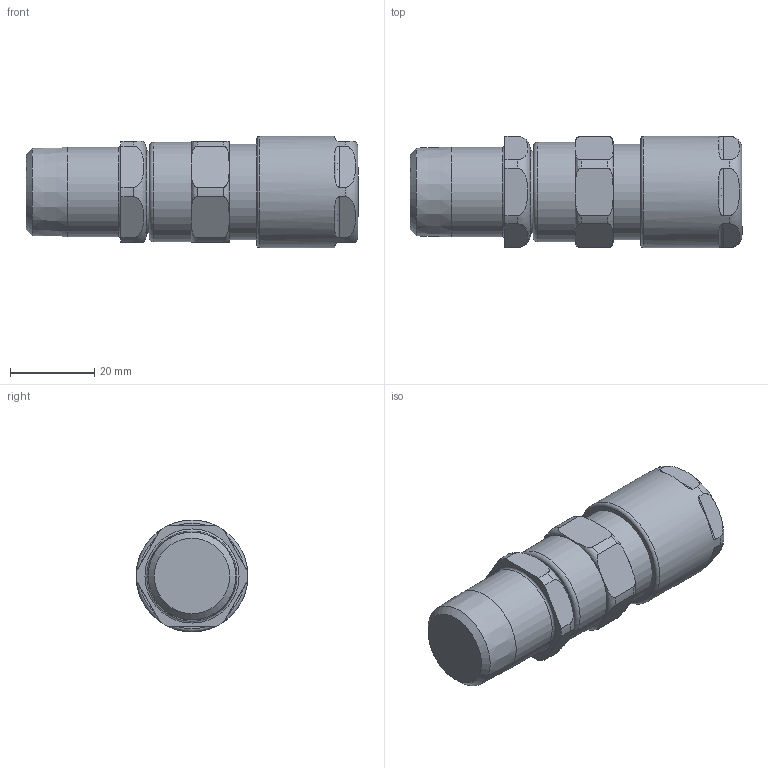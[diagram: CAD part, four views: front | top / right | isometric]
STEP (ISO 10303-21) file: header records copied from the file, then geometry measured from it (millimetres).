
FILE_DESCRIPTION(/* description */ (''),/* implementation_level */ '2;1');
FILE_NAME(/* name */ '151_RAC_X O_1_2_NPT.stp',/* time_stamp */ '2021-05-21T22:29:13+06:00',/* author */ ('vinaykumark'),/* organization */ (''),/* preprocessor_version */ 'ST-DEVELOPER v18',/* originating_system */ 'Autodesk Inventor 2020',/* authorisation */ '');
FILE_SCHEMA (('AUTOMOTIVE_DESIGN { 1 0 10303 214 3 1 1 }'));
Length unit declared in the file: inch
Products named in the file (1): 151_RAC_X O_1_2_NPT
Bounding box: 78.75 x 26.5 x 26.5 mm (x, y, z)
Volume: 50081.5 mm3; surface area: 18491.3 mm2
Topology: 9 solids, 9 shells, 427 faces, 1184 edges, 778 vertices
Faces by surface type: plane 133, torus 115, cylinder 92, cone 81, bspline 6
Full cylindrical faces by diameter (mm): 12 x2, 16 x1, 16.05 x1, 18 x1, 19 x3, 19.15 x1, 20.512 x1, 21.34 x1, 22.6 x1, 23 x1, 23.65 x1, 24 x1, 26.5 x1
Entity records: 16587 total; most frequent: CARTESIAN_POINT 5527, ORIENTED_EDGE 2368, DIRECTION 2167, EDGE_CURVE 1184, AXIS2_PLACEMENT_3D 937, VERTEX_POINT 778, CIRCLE 515, EDGE_LOOP 434
